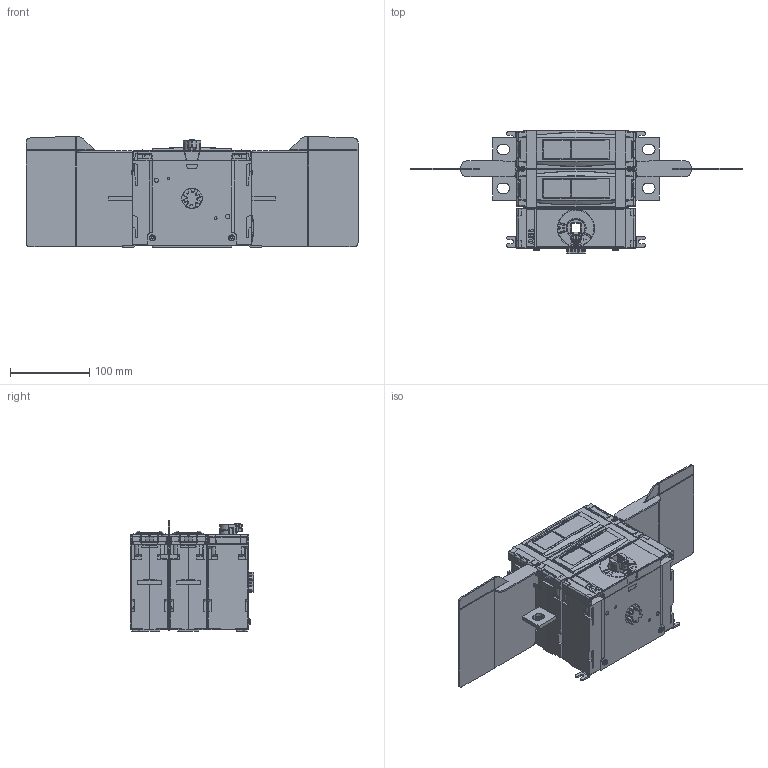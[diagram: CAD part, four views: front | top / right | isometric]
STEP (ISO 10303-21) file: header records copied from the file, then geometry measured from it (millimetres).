
FILE_DESCRIPTION((''),'2;1');
FILE_NAME('OTDC250-600UFV02_IGS_ASM','2018-10-23T',('FIFRSTR'),(''),'CREO PARAMETRIC BY PTC INC, 2017480','CREO PARAMETRIC BY PTC INC, 2017480','');
FILE_SCHEMA(('AUTOMOTIVE_DESIGN { 1 0 10303 214 1 1 1 1 }'));
Products named in the file (3): OTDC250-600UFV02_IGS; MOUNTING_FOOT_OTDC_F; OTDC250-600UFV02_IGS_ASM
Assembly tree (5 placements, depth 2):
  OTDC250-600UFV02_IGS_ASM
    OTDC250-600UFV02_IGS
    MOUNTING_FOOT_OTDC_F  x4
Bounding box: 420 x 156.5 x 140 mm (x, y, z)
Volume: 2659679.3 mm3; surface area: 292192.9 mm2
Topology: 5 solids, 5 shells, 3857 faces, 10874 edges, 7028 vertices
Faces by surface type: plane 2237, cylinder 688, cone 485, bspline 210, torus 93, extrusion 78, sphere 66
Entity records: 183583 total; most frequent: CARTESIAN_POINT 58541, ORIENTED_EDGE 20860, DIRECTION 17555, EDGE_CURVE 10430, VERTEX_POINT 6776, VECTOR 6561, LINE 6483, AXIS2_PLACEMENT_3D 5497
